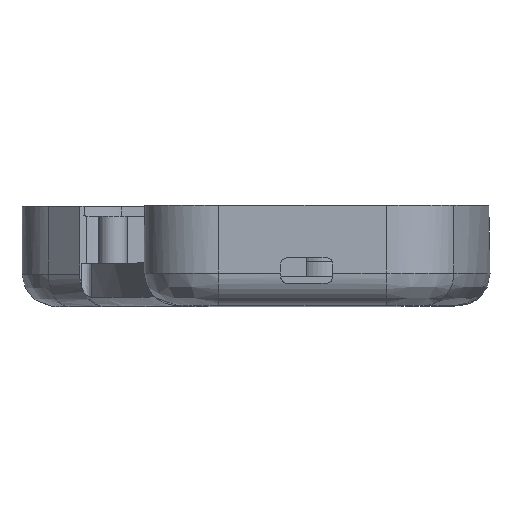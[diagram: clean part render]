
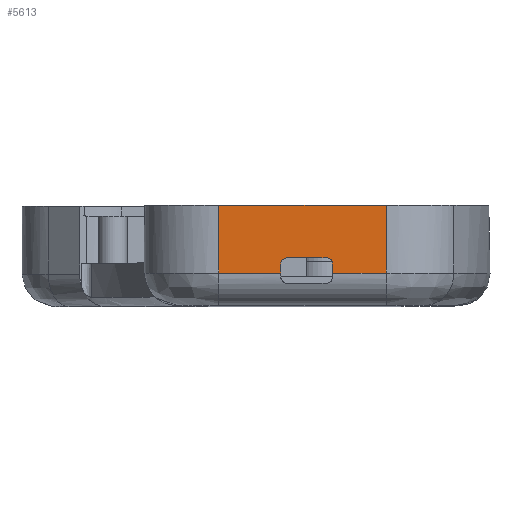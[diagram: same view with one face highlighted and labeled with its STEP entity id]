
A CAD part, top view. The second image highlights one B-rep face of the part: STEP entity #5613.
In plain terms, the highlighted planar face has unit normal (0, 0, 1).
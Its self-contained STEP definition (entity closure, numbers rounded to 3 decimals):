
#433=PLANE('',#6057);
#695=FACE_OUTER_BOUND('',#1010,.T.);
#1010=EDGE_LOOP('',(#4822,#4823,#4824,#4825,#4826,#4827,#4828,#4829,#4830,
#4831));
#1193=LINE('',#8249,#1635);
#1203=LINE('',#8297,#1645);
#1206=LINE('',#8307,#1648);
#1207=LINE('',#8310,#1649);
#1209=LINE('',#8317,#1651);
#1263=LINE('',#8934,#1705);
#1486=LINE('',#12356,#1928);
#1487=LINE('',#12358,#1929);
#1635=VECTOR('',#6350,10.);
#1645=VECTOR('',#6374,10.);
#1648=VECTOR('',#6387,10.);
#1649=VECTOR('',#6390,10.);
#1651=VECTOR('',#6396,10.);
#1705=VECTOR('',#6474,10.);
#1928=VECTOR('',#7167,10.);
#1929=VECTOR('',#7170,10.);
#2041=CIRCLE('',#5799,1.);
#2044=CIRCLE('',#5804,1.);
#2308=VERTEX_POINT('',#8246);
#2309=VERTEX_POINT('',#8248);
#2316=VERTEX_POINT('',#8286);
#2317=VERTEX_POINT('',#8287);
#2320=VERTEX_POINT('',#8296);
#2321=VERTEX_POINT('',#8300);
#2323=VERTEX_POINT('',#8309);
#2326=VERTEX_POINT('',#8315);
#2386=VERTEX_POINT('',#8916);
#2387=VERTEX_POINT('',#8933);
#2892=EDGE_CURVE('',#2309,#2308,#1193,.T.);
#2902=EDGE_CURVE('',#2316,#2317,#2041,.T.);
#2907=EDGE_CURVE('',#2320,#2317,#1203,.T.);
#2909=EDGE_CURVE('',#2309,#2321,#2044,.T.);
#2913=EDGE_CURVE('',#2316,#2321,#1206,.T.);
#2914=EDGE_CURVE('',#2320,#2323,#1207,.T.);
#2918=EDGE_CURVE('',#2326,#2308,#1209,.T.);
#2999=EDGE_CURVE('',#2386,#2387,#1263,.T.);
#3469=EDGE_CURVE('',#2323,#2386,#1486,.T.);
#3470=EDGE_CURVE('',#2326,#2387,#1487,.T.);
#4822=ORIENTED_EDGE('',*,*,#2892,.T.);
#4823=ORIENTED_EDGE('',*,*,#2918,.F.);
#4824=ORIENTED_EDGE('',*,*,#3470,.T.);
#4825=ORIENTED_EDGE('',*,*,#2999,.F.);
#4826=ORIENTED_EDGE('',*,*,#3469,.F.);
#4827=ORIENTED_EDGE('',*,*,#2914,.F.);
#4828=ORIENTED_EDGE('',*,*,#2907,.T.);
#4829=ORIENTED_EDGE('',*,*,#2902,.F.);
#4830=ORIENTED_EDGE('',*,*,#2913,.T.);
#4831=ORIENTED_EDGE('',*,*,#2909,.F.);
#5613=ADVANCED_FACE('',(#695),#433,.T.);
#5799=AXIS2_PLACEMENT_3D('',#8288,#6365,#6366);
#5804=AXIS2_PLACEMENT_3D('',#8301,#6379,#6380);
#6057=AXIS2_PLACEMENT_3D('',#12357,#7168,#7169);
#6350=DIRECTION('',(0.,-1.,0.));
#6365=DIRECTION('center_axis',(0.,0.,1.));
#6366=DIRECTION('ref_axis',(-0.707,0.707,0.));
#6374=DIRECTION('',(0.,1.,0.));
#6379=DIRECTION('center_axis',(0.,0.,1.));
#6380=DIRECTION('ref_axis',(0.707,0.707,0.));
#6387=DIRECTION('',(1.,0.,0.));
#6390=DIRECTION('',(-1.,0.,0.));
#6396=DIRECTION('',(-1.,0.,0.));
#6474=DIRECTION('',(1.,0.,0.));
#7167=DIRECTION('',(0.,1.,0.));
#7168=DIRECTION('center_axis',(0.,0.,1.));
#7169=DIRECTION('ref_axis',(1.,0.,0.));
#7170=DIRECTION('',(0.,1.,0.));
#8246=CARTESIAN_POINT('',(13.716,5.,121.06));
#8248=CARTESIAN_POINT('',(13.716,6.381,121.06));
#8249=CARTESIAN_POINT('',(13.716,4.19,121.06));
#8286=CARTESIAN_POINT('',(6.716,7.381,121.06));
#8287=CARTESIAN_POINT('',(5.716,6.381,121.06));
#8288=CARTESIAN_POINT('Origin',(6.716,6.381,121.06));
#8296=CARTESIAN_POINT('',(5.716,5.,121.06));
#8297=CARTESIAN_POINT('',(5.716,2.19,121.06));
#8300=CARTESIAN_POINT('',(12.716,7.381,121.06));
#8301=CARTESIAN_POINT('Origin',(12.716,6.381,121.06));
#8307=CARTESIAN_POINT('',(0.894,7.381,121.06));
#8309=CARTESIAN_POINT('',(-3.927,5.,121.06));
#8310=CARTESIAN_POINT('',(-1.531,5.,121.06));
#8315=CARTESIAN_POINT('',(22.06,5.,121.06));
#8317=CARTESIAN_POINT('',(-1.531,5.,121.06));
#8916=CARTESIAN_POINT('',(-3.927,15.5,121.06));
#8933=CARTESIAN_POINT('',(22.06,15.5,121.06));
#8934=CARTESIAN_POINT('',(-3.927,15.5,121.06));
#12356=CARTESIAN_POINT('',(-3.927,1.,121.06));
#12357=CARTESIAN_POINT('Origin',(-3.927,1.,121.06));
#12358=CARTESIAN_POINT('',(22.06,1.,121.06));
